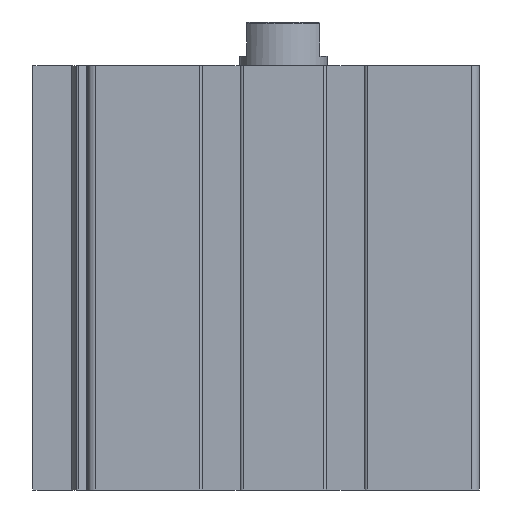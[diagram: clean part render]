
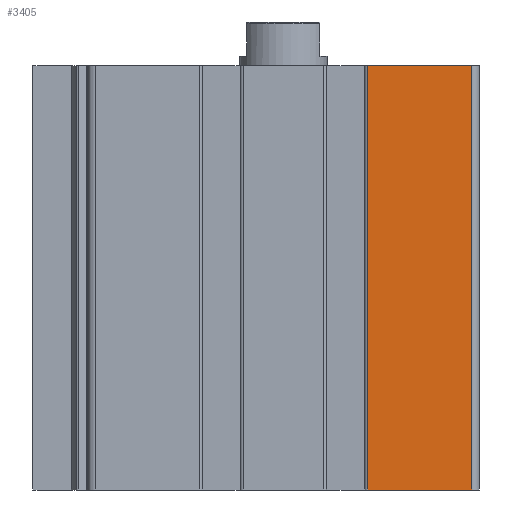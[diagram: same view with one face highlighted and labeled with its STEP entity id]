
A CAD part, left-side view. The second image highlights one B-rep face of the part: STEP entity #3405.
In plain terms, the highlighted planar face has unit normal (-1, 0, 0).
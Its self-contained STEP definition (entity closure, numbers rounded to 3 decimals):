
#50=LINE('',#5208,#326);
#51=LINE('',#5211,#327);
#52=LINE('',#5213,#328);
#53=LINE('',#5215,#329);
#326=VECTOR('',#4088,1000.);
#327=VECTOR('',#4089,1000.);
#328=VECTOR('',#4090,1000.);
#329=VECTOR('',#4091,1000.);
#602=PLANE('',#3648);
#706=ORIENTED_EDGE('',*,*,#1692,.F.);
#707=ORIENTED_EDGE('',*,*,#1693,.F.);
#708=ORIENTED_EDGE('',*,*,#1694,.T.);
#709=ORIENTED_EDGE('',*,*,#1695,.T.);
#1692=EDGE_CURVE('',#2185,#2186,#50,.T.);
#1693=EDGE_CURVE('',#2187,#2185,#51,.T.);
#1694=EDGE_CURVE('',#2187,#2188,#52,.T.);
#1695=EDGE_CURVE('',#2188,#2186,#53,.T.);
#2185=VERTEX_POINT('',#5209);
#2186=VERTEX_POINT('',#5210);
#2187=VERTEX_POINT('',#5212);
#2188=VERTEX_POINT('',#5214);
#2750=EDGE_LOOP('',(#706,#707,#708,#709));
#3030=FACE_BOUND('',#2750,.T.);
#3405=ADVANCED_FACE('',(#3030),#602,.T.);
#3648=AXIS2_PLACEMENT_3D('',#5207,#4086,#4087);
#4086=DIRECTION('',(-1.,0.,0.));
#4087=DIRECTION('',(0.,0.,1.));
#4088=DIRECTION('',(0.,-1.,0.));
#4089=DIRECTION('',(0.,0.,1.));
#4090=DIRECTION('',(0.,-1.,0.));
#4091=DIRECTION('',(0.,0.,1.));
#5207=CARTESIAN_POINT('',(-26.75,-11.5,-58.));
#5208=CARTESIAN_POINT('',(-26.75,-11.5,0.));
#5209=CARTESIAN_POINT('',(-26.75,-11.5,0.));
#5210=CARTESIAN_POINT('',(-26.75,-25.75,0.));
#5211=CARTESIAN_POINT('',(-26.75,-11.5,-58.));
#5212=CARTESIAN_POINT('',(-26.75,-11.5,-58.));
#5213=CARTESIAN_POINT('',(-26.75,-11.5,-58.));
#5214=CARTESIAN_POINT('',(-26.75,-25.75,-58.));
#5215=CARTESIAN_POINT('',(-26.75,-25.75,-58.));
